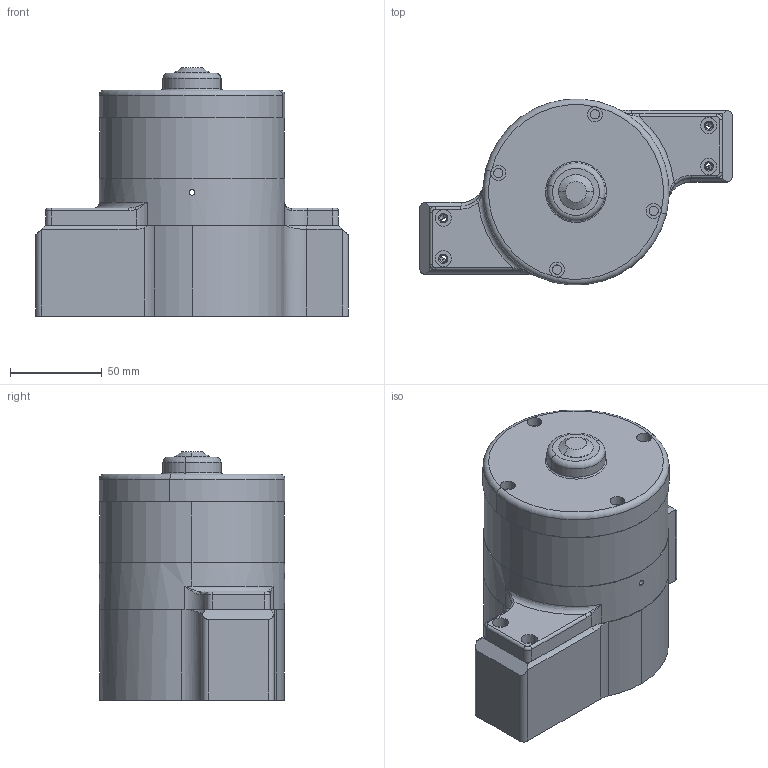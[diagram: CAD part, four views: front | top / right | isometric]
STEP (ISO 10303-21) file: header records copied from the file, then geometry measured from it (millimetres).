
FILE_DESCRIPTION (( 'STEP AP203' ), '1' );
FILE_NAME ('WP752_4Website_020521.STEP', '2021-02-06T01:18:14', ( '' ), ( '' ), 'SwSTEP 2.0', 'SolidWorks 2020', '' );
FILE_SCHEMA (( 'CONFIG_CONTROL_DESIGN' ));
Length unit declared in the file: inch
Products named in the file (6): SEAL PLATE Blank; INSPECTION PLUG Blank; WP752_4Website_020521; MAGNET RING Blank; MOTOR CAP Blank; WPP0054 BODY Blank
Assembly tree (5 placements, depth 2):
  WP752_4Website_020521
    SEAL PLATE Blank
    WPP0054 BODY Blank
    MAGNET RING Blank
    MOTOR CAP Blank
    INSPECTION PLUG Blank
Bounding box: 170.69 x 101.39 x 135.48 mm (x, y, z)
Volume: 956807.1 mm3; surface area: 160389.6 mm2
Topology: 5 solids, 5 shells, 428 faces, 1120 edges, 699 vertices
Faces by surface type: cylinder 245, plane 59, cone 59, torus 38, bspline 27
Entity records: 22080 total; most frequent: CARTESIAN_POINT 11775, ORIENTED_EDGE 2188, DIRECTION 1919, EDGE_CURVE 1094, AXIS2_PLACEMENT_3D 763, VERTEX_POINT 699, EDGE_LOOP 483, ADVANCED_FACE 428
